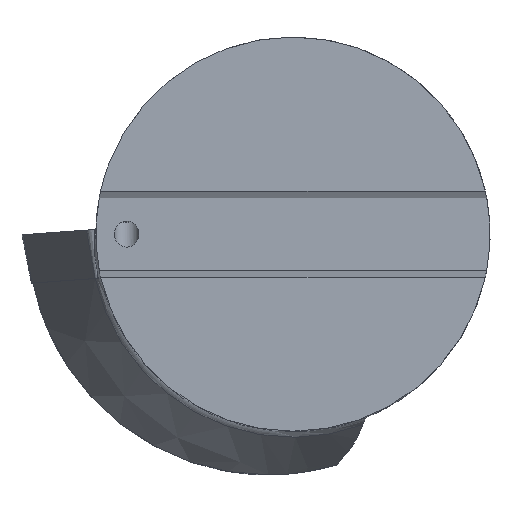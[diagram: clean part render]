
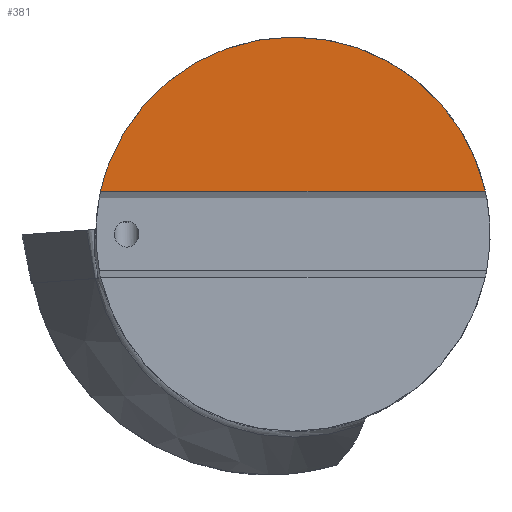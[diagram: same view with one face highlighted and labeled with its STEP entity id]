
A CAD part, top view. The second image highlights one B-rep face of the part: STEP entity #381.
In plain terms, the highlighted planar face has unit normal (0, 0, 1).
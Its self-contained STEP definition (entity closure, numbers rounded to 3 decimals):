
#197=EDGE_CURVE('240[2]',#561,#562,#563,.F.);
#349=EDGE_CURVE('240[2]',#561,#562,#792,.F.);
#381=ADVANCED_FACE('240[2]',(#831),#832,.T.);
#561=VERTEX_POINT('',#1066);
#562=VERTEX_POINT('',#1067);
#563=LINE('',#1068,#1069);
#792=CIRCLE('',#1516,16.0);
#831=FACE_OUTER_BOUND('',#1602,.T.);
#832=PLANE('',#1603);
#1066=CARTESIAN_POINT('',(-15.612,3.5,0.));
#1067=CARTESIAN_POINT('',(15.612,3.5,0.));
#1068=CARTESIAN_POINT('',(-14.024,3.5,0.));
#1069=VECTOR('',#2055,1.0);
#1516=AXIS2_PLACEMENT_3D('',#2285,#2286,#2287);
#1602=EDGE_LOOP('',(#2319,#2320));
#1603=AXIS2_PLACEMENT_3D('',#2321,#2322,#2323);
#2055=DIRECTION('',(-1.0,0.,0.));
#2285=CARTESIAN_POINT('',(0.0,0.0,0.0));
#2286=DIRECTION('',(0.,0.,1.0));
#2287=DIRECTION('',(0.,1.0,0.));
#2319=ORIENTED_EDGE('',*,*,#197,.T.);
#2320=ORIENTED_EDGE('',*,*,#349,.F.);
#2321=CARTESIAN_POINT('',(-6.0,0.,0.));
#2322=DIRECTION('',(0.,0.,1.0));
#2323=DIRECTION('',(1.0,0.,0.0));
